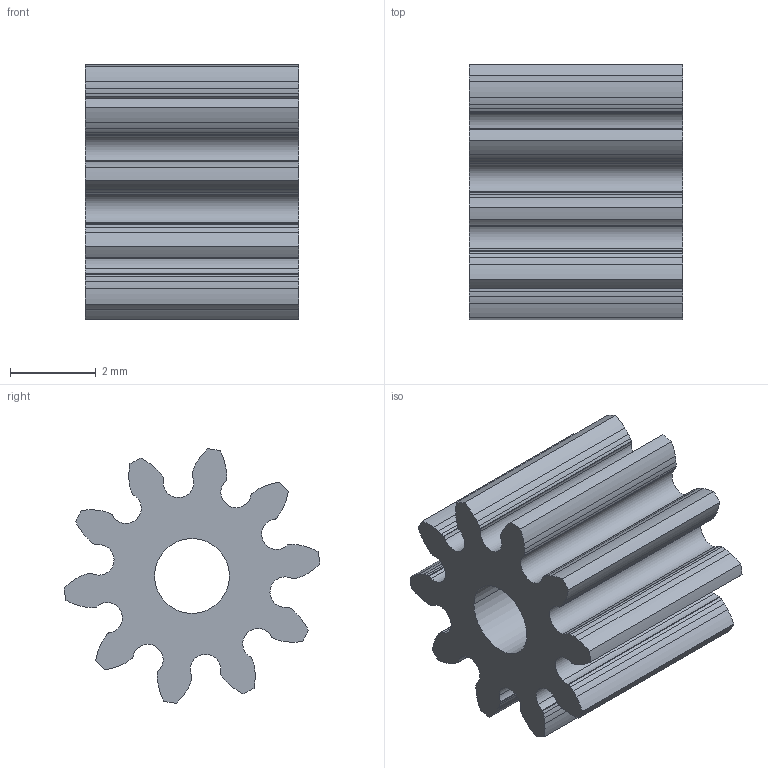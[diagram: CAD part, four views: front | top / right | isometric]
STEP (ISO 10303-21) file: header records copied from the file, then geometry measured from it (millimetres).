
FILE_DESCRIPTION(('STEP AP214'),'1');
FILE_NAME('cctmp_702E0D12-9346-4ED9-8D56-B502F4CE65B4_2021_08_18_16_56_47_0820_154240..stp','2021-08-18T14:56:47',('igus GmbH'),('CADClick - www.CADClick.com'),'Spatial InterOp 3D',' ','unknown authorization');
FILE_SCHEMA(('AUTOMOTIVE_DESIGN'));
Length unit declared in the file: millimetre
Products named in the file (1): 2021_08_18_16_56_47_0820
Bounding box: 5 x 5.97 x 5.95 mm (x, y, z)
Volume: 80.8 mm3; surface area: 216.3 mm2
Topology: 1 solids, 1 shells, 144 faces, 426 edges, 284 vertices
Faces by surface type: cylinder 142, plane 2
Entity records: 6174 total; most frequent: DIRECTION 1000, CARTESIAN_POINT 855, ORIENTED_EDGE 852, AXIS2_PLACEMENT_3D 429, EDGE_CURVE 426, VERTEX_POINT 284, CIRCLE 284, EDGE_LOOP 146
